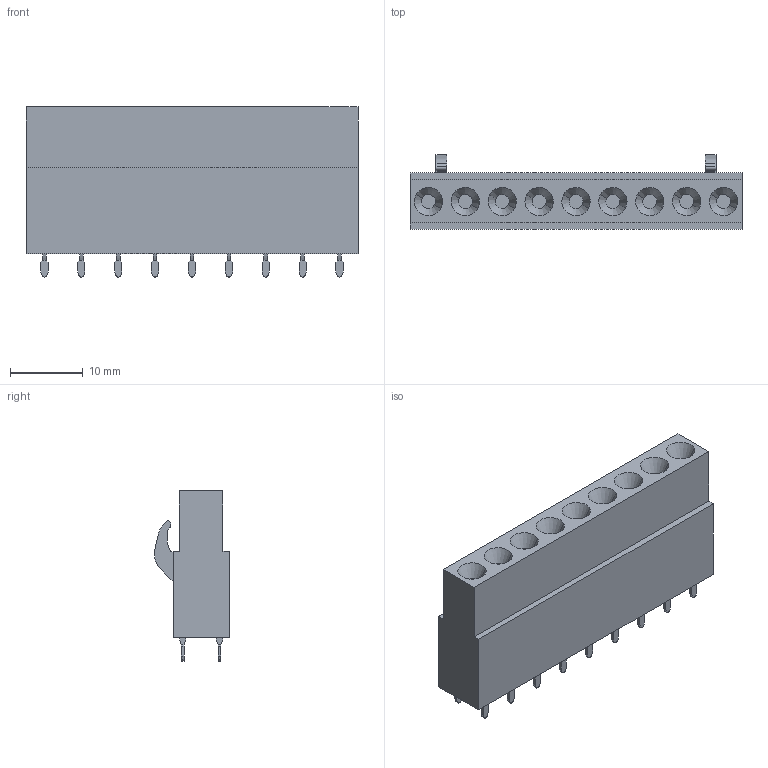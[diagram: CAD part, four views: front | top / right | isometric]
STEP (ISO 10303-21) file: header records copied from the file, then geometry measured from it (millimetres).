
FILE_DESCRIPTION(('CATIA V5 STEP Exchange','CAx-IF Rec.Pracs.--- Model Styling and Organization---1.2---2011-12-15'),'2;1');
FILE_NAME ('D1453897_0', '2018-09-01T02:49:32+00:00', ('none'), ('Weidmueller'), 'CATIA Version 5-6 Release 2014', 'CATIA V5 STEP AP214', 'none');
FILE_SCHEMA(('AUTOMOTIVE_DESIGN { 1 0 10303 214 1 1 1 1 }'));
Length unit declared in the file: millimetre
Products named in the file (1): 1630780000
Bounding box: 45.72 x 10.28 x 23.45 mm (x, y, z)
Volume: 6440.6 mm3; surface area: 3243.2 mm2
Topology: 19 solids, 19 shells, 469 faces, 1098 edges, 696 vertices
Faces by surface type: plane 383, cylinder 68, cone 18
Entity records: 12184 total; most frequent: ORIENTED_EDGE 2196, CARTESIAN_POINT 2105, DIRECTION 1718, EDGE_CURVE 1098, VECTOR 926, LINE 926, VERTEX_POINT 696, EDGE_LOOP 498
